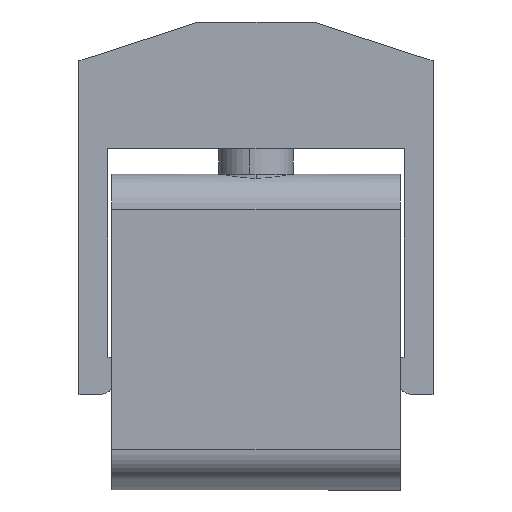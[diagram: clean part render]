
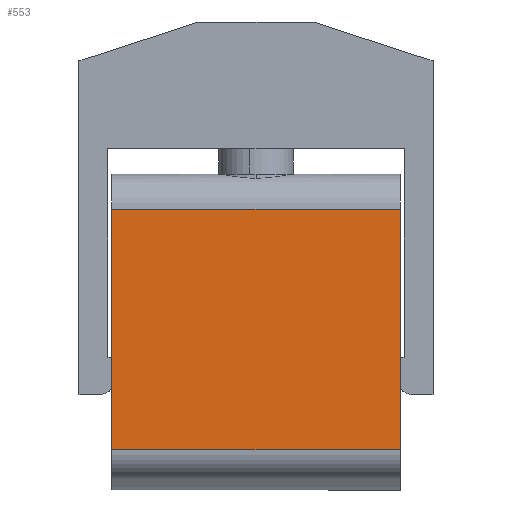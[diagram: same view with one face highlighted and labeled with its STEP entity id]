
A CAD part, top view. The second image highlights one B-rep face of the part: STEP entity #553.
In plain terms, the highlighted planar face has unit normal (0, 0, 1).
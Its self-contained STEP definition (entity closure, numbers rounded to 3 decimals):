
#30 = AXIS2_PLACEMENT_3D ( 'NONE', #1465, #1409, #1398 ) ;
#216 = VECTOR ( 'NONE', #1961, 1000. ) ;
#240 = CARTESIAN_POINT ( 'NONE',  ( 6.845, 0.654, 5.295 ) ) ;
#291 = EDGE_CURVE ( 'NONE', #2008, #2650, #2285, .T. ) ;
#295 = CARTESIAN_POINT ( 'NONE',  ( 6.845, -13.856, 5.295 ) ) ;
#310 = CARTESIAN_POINT ( 'NONE',  ( -8.655, -12.253, 5.295 ) ) ;
#551 = VERTEX_POINT ( 'NONE', #2276 ) ;
#553 = ADVANCED_FACE ( 'NONE', ( #903 ), #1450, .T. ) ;
#607 = EDGE_CURVE ( 'NONE', #2008, #551, #2594, .T. ) ;
#688 = DIRECTION ( 'NONE',  ( 1., 0., 0. ) ) ;
#903 = FACE_OUTER_BOUND ( 'NONE', #2395, .T. ) ;
#906 = ORIENTED_EDGE ( 'NONE', *, *, #1012, .T. ) ;
#1012 = EDGE_CURVE ( 'NONE', #2606, #551, #2211, .T. ) ;
#1020 = CARTESIAN_POINT ( 'NONE',  ( -8.655, -12.253, 5.295 ) ) ;
#1045 = ORIENTED_EDGE ( 'NONE', *, *, #1495, .F. ) ;
#1048 = DIRECTION ( 'NONE',  ( -1., 0., 0. ) ) ;
#1059 = DIRECTION ( 'NONE',  ( 0., -1., 0. ) ) ;
#1215 = VECTOR ( 'NONE', #688, 1000. ) ;
#1398 = DIRECTION ( 'NONE',  ( 0., -1., 0. ) ) ;
#1409 = DIRECTION ( 'NONE',  ( 0., 0., 1. ) ) ;
#1450 = PLANE ( 'NONE',  #30 ) ;
#1465 = CARTESIAN_POINT ( 'NONE',  ( -0.905, 2.554, 5.295 ) ) ;
#1495 = EDGE_CURVE ( 'NONE', #2606, #2650, #2465, .T. ) ;
#1511 = VECTOR ( 'NONE', #1059, 1000. ) ;
#1763 = CARTESIAN_POINT ( 'NONE',  ( -0.905, 0.654, 5.295 ) ) ;
#1817 = CARTESIAN_POINT ( 'NONE',  ( -8.655, 0.654, 5.295 ) ) ;
#1947 = CARTESIAN_POINT ( 'NONE',  ( -8.655, 1.154, 5.295 ) ) ;
#1961 = DIRECTION ( 'NONE',  ( 0., 1., 0. ) ) ;
#2008 = VERTEX_POINT ( 'NONE', #240 ) ;
#2211 = LINE ( 'NONE', #1020, #1215 ) ;
#2276 = CARTESIAN_POINT ( 'NONE',  ( 6.845, -12.253, 5.295 ) ) ;
#2285 = LINE ( 'NONE', #1763, #2293 ) ;
#2293 = VECTOR ( 'NONE', #1048, 1000. ) ;
#2395 = EDGE_LOOP ( 'NONE', ( #2565, #2525, #1045, #906 ) ) ;
#2465 = LINE ( 'NONE', #1947, #216 ) ;
#2525 = ORIENTED_EDGE ( 'NONE', *, *, #291, .T. ) ;
#2565 = ORIENTED_EDGE ( 'NONE', *, *, #607, .F. ) ;
#2594 = LINE ( 'NONE', #295, #1511 ) ;
#2606 = VERTEX_POINT ( 'NONE', #310 ) ;
#2650 = VERTEX_POINT ( 'NONE', #1817 ) ;
